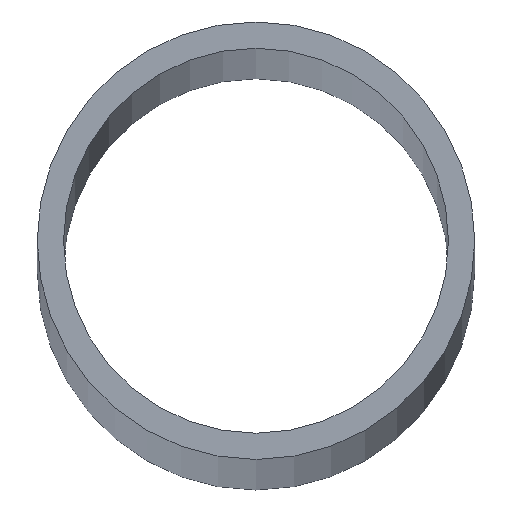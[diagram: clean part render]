
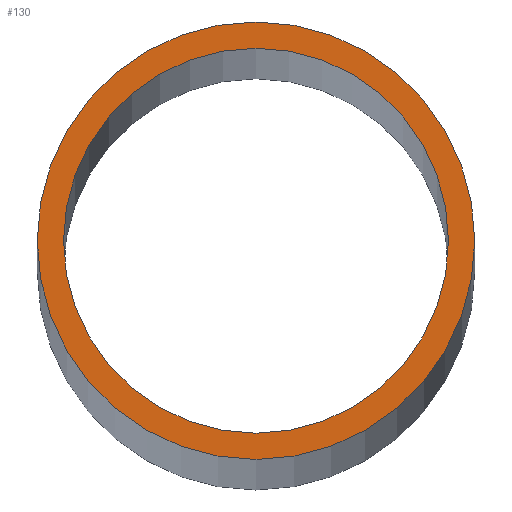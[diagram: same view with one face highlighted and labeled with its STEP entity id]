
A CAD part, top view. The second image highlights one B-rep face of the part: STEP entity #130.
In plain terms, the highlighted planar face has unit normal (0, 0, 1).
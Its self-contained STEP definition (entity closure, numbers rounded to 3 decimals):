
#1 = AXIS2_PLACEMENT_3D ( 'NONE', #27, #86, #26 ) ;
#3 = VERTEX_POINT ( 'NONE', #32 ) ;
#5 = ORIENTED_EDGE ( 'NONE', *, *, #64, .F. ) ;
#7 = CARTESIAN_POINT ( 'NONE',  ( 0., 0., 2000. ) ) ;
#20 = AXIS2_PLACEMENT_3D ( 'NONE', #138, #156, #147 ) ;
#26 = DIRECTION ( 'NONE',  ( 1., 0., 0. ) ) ;
#27 = CARTESIAN_POINT ( 'NONE',  ( 0., 0., 2000. ) ) ;
#30 = AXIS2_PLACEMENT_3D ( 'NONE', #7, #51, #71 ) ;
#32 = CARTESIAN_POINT ( 'NONE',  ( 25., 0., 2000. ) ) ;
#33 = EDGE_LOOP ( 'NONE', ( #78 ) ) ;
#35 = CARTESIAN_POINT ( 'NONE',  ( 22., 0., 2000. ) ) ;
#38 = EDGE_LOOP ( 'NONE', ( #5 ) ) ;
#51 = DIRECTION ( 'NONE',  ( 0., 0., 1. ) ) ;
#53 = CIRCLE ( 'NONE', #20, 25. ) ;
#64 = EDGE_CURVE ( 'NONE', #162, #162, #149, .T. ) ;
#71 = DIRECTION ( 'NONE',  ( 1., 0., 0. ) ) ;
#73 = EDGE_CURVE ( 'NONE', #3, #3, #53, .T. ) ;
#78 = ORIENTED_EDGE ( 'NONE', *, *, #73, .T. ) ;
#79 = PLANE ( 'NONE',  #1 ) ;
#86 = DIRECTION ( 'NONE',  ( 0., 0., 1. ) ) ;
#93 = FACE_BOUND ( 'NONE', #38, .T. ) ;
#116 = FACE_OUTER_BOUND ( 'NONE', #33, .T. ) ;
#130 = ADVANCED_FACE ( 'NONE', ( #116, #93 ), #79, .T. ) ;
#138 = CARTESIAN_POINT ( 'NONE',  ( 0., 0., 2000. ) ) ;
#147 = DIRECTION ( 'NONE',  ( 1., 0., 0. ) ) ;
#149 = CIRCLE ( 'NONE', #30, 22. ) ;
#156 = DIRECTION ( 'NONE',  ( 0., 0., 1. ) ) ;
#162 = VERTEX_POINT ( 'NONE', #35 ) ;
